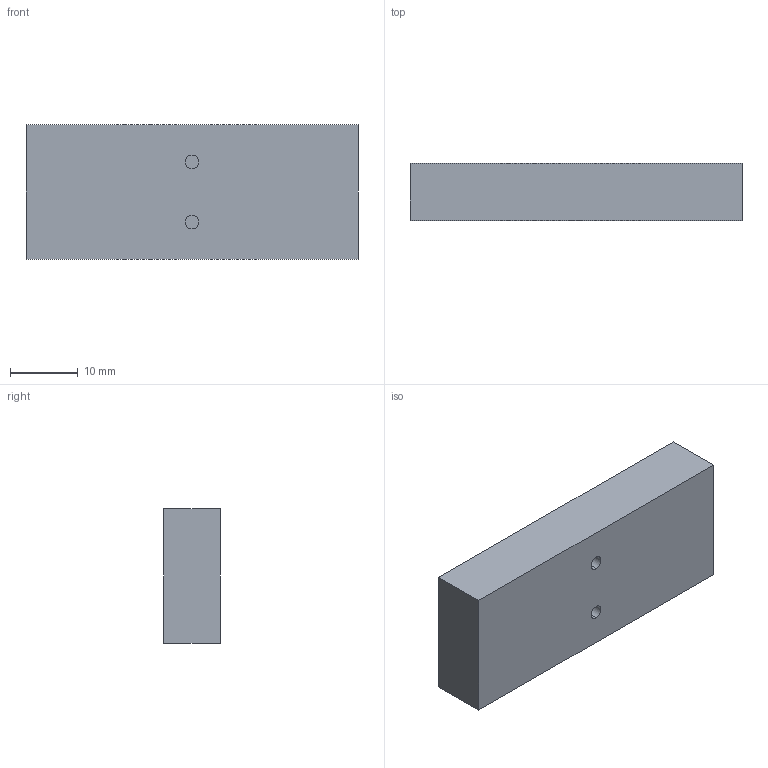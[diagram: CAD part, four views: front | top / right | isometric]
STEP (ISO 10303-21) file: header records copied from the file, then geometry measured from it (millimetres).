
FILE_DESCRIPTION (( 'STEP AP203' ), '1' );
FILE_NAME ('BE2AAAAW.STEP', '2014-06-13T19:53:33', ( 'Intern' ), ( '' ), 'SwSTEP 2.0', 'SolidWorks 2012', '' );
FILE_SCHEMA (( 'CONFIG_CONTROL_DESIGN' ));
Length unit declared in the file: inch
Products named in the file (1): BE2AAAAW
Bounding box: 49.02 x 8.38 x 19.81 mm (x, y, z)
Volume: 8107.9 mm3; surface area: 3161.2 mm2
Topology: 1 solids, 1 shells, 12 faces, 24 edges, 16 vertices
Faces by surface type: plane 8, cylinder 4
Entity records: 395 total; most frequent: DIRECTION 58, CARTESIAN_POINT 53, ORIENTED_EDGE 48, EDGE_CURVE 24, AXIS2_PLACEMENT_3D 21, VECTOR 16, LINE 16, VERTEX_POINT 16
